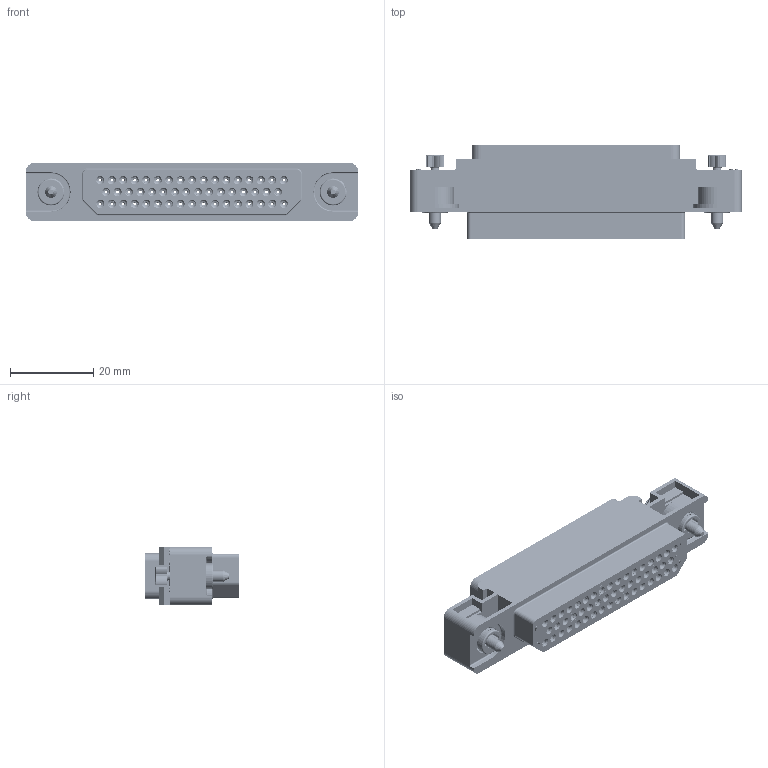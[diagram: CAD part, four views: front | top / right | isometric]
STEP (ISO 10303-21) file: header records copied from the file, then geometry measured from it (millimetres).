
FILE_DESCRIPTION((''),'2;1');
FILE_NAME('1900ND01S1A00A','2019-10-28T',('presta_be4'),(''),'CREO PARAMETRIC BY PTC INC, 2018360','CREO PARAMETRIC BY PTC INC, 2018360','');
FILE_SCHEMA(('CONFIG_CONTROL_DESIGN'));
Products named in the file (1): 1900ND01S1A00A
Bounding box: 80 x 22.82 x 14 mm (x, y, z)
Volume: 12159.1 mm3; surface area: 15131.3 mm2
Topology: 3 solids, 3 shells, 5027 faces, 11933 edges, 7248 vertices
Faces by surface type: plane 1935, cylinder 1258, torus 1140, cone 636, bspline 30, extrusion 28
Entity records: 153762 total; most frequent: CARTESIAN_POINT 34440, DIRECTION 26587, ORIENTED_EDGE 23858, EDGE_CURVE 11929, AXIS2_PLACEMENT_3D 10078, VERTEX_POINT 7248, VECTOR 6431, LINE 6403
